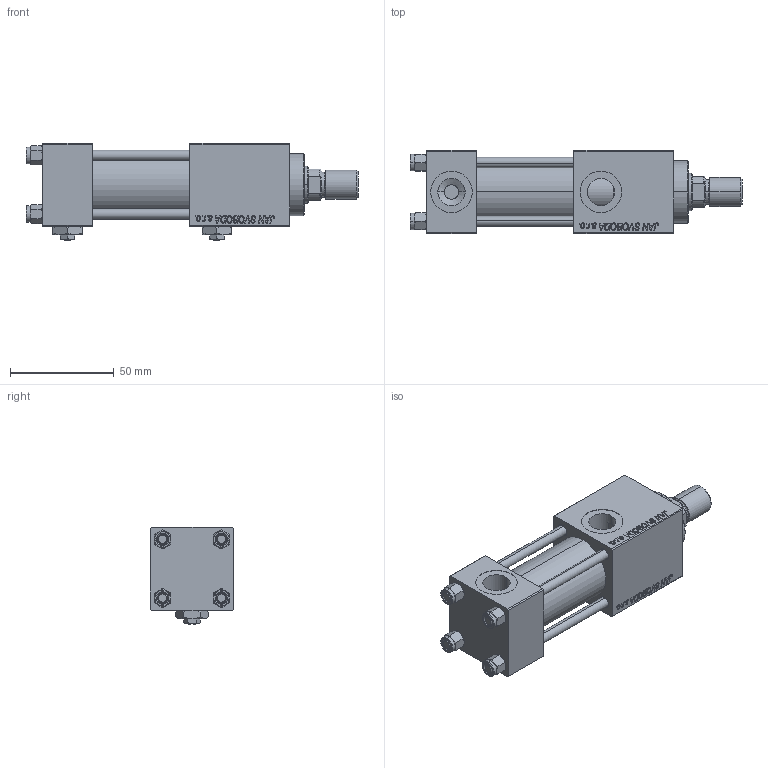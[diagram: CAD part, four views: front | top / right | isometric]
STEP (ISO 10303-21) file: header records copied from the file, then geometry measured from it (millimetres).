
FILE_DESCRIPTION (( 'STEP AP203' ), '1' );
FILE_NAME ('a07a.STEP', '2024-02-05T12:56:07', ( '' ), ( '' ), 'SwSTEP 2.0', 'SolidWorks 2019', '' );
FILE_SCHEMA (( 'CONFIG_CONTROL_DESIGN' ));
Length unit declared in the file: millimetre
Products named in the file (8): NUT_M5_C 06a7cdc52d506f8fe01d78eca6ac29e8; V215CR_VCP_C 06a7cdc52d506f8fe01d78eca6ac29e8; ROD_END_AH 06a7cdc52d506f8fe01d78eca6ac29e8; Zatka_pro_OIL_PORT 06a7cdc52d506f8fe01d78eca6ac29e8; a07a; V215CR_C_Body 06a7cdc52d506f8fe01d78eca6ac29e8; V215CR_C_TYCINKA 06a7cdc52d506f8fe01d78eca6ac29e8; V215_VC_A 06a7cdc52d506f8fe01d78eca6ac29e8
Assembly tree (14 placements, depth 2):
  a07a
    V215CR_C_Body 06a7cdc52d506f8fe01d78eca6ac29e8
    V215CR_VCP_C 06a7cdc52d506f8fe01d78eca6ac29e8
    NUT_M5_C 06a7cdc52d506f8fe01d78eca6ac29e8  x4
    V215CR_C_TYCINKA 06a7cdc52d506f8fe01d78eca6ac29e8  x4
    V215_VC_A 06a7cdc52d506f8fe01d78eca6ac29e8
    ROD_END_AH 06a7cdc52d506f8fe01d78eca6ac29e8
    Zatka_pro_OIL_PORT 06a7cdc52d506f8fe01d78eca6ac29e8  x2
Bounding box: 160 x 40 x 47 mm (x, y, z)
Volume: 151264.8 mm3; surface area: 59610.6 mm2
Topology: 14 solids, 14 shells, 1259 faces, 3126 edges, 2015 vertices
Faces by surface type: plane 575, bspline 392, cone 182, cylinder 100, torus 10
Entity records: 52566 total; most frequent: CARTESIAN_POINT 27746, ORIENTED_EDGE 5552, DIRECTION 3600, EDGE_CURVE 2776, VERTEX_POINT 1813, VECTOR 1646, LINE 1646, EDGE_LOOP 1231
